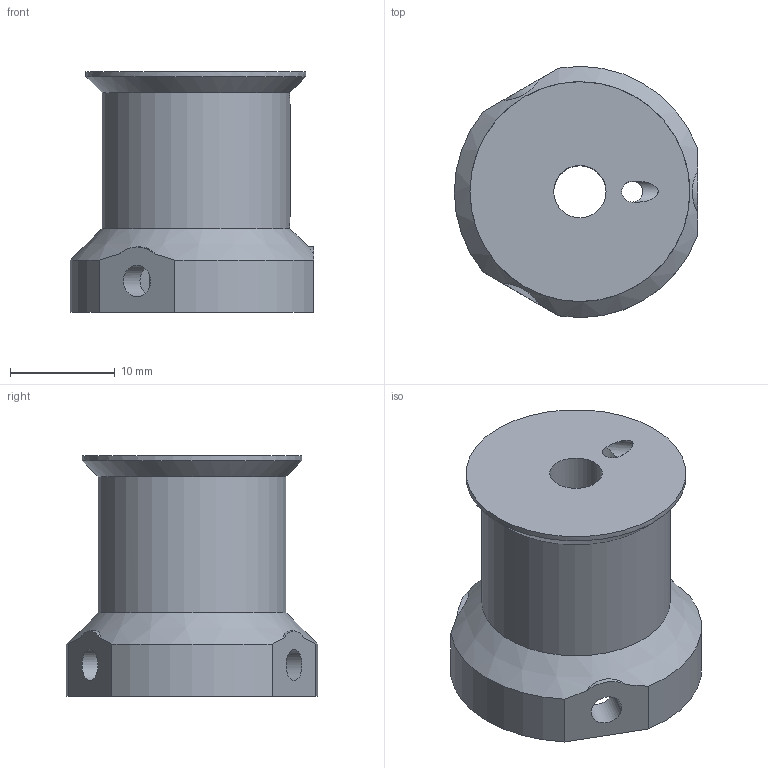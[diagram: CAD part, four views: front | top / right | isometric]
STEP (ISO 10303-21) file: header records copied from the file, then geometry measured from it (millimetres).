
FILE_DESCRIPTION(/* description */ (''),/* implementation_level */ '2;1');
FILE_NAME(/* name */ 'pulley.step',/* time_stamp */ '2017-03-14T15:38:41+01:00',/* author */ (''),/* organization */ (''),/* preprocessor_version */ 'ST-DEVELOPER v16.5',/* originating_system */ 'Autodesk Translation Framework v5.2.0.2920',/* authorisation */ '');
FILE_SCHEMA (('AUTOMOTIVE_DESIGN { 1 0 10303 214 3 1 1 }'));
Length unit declared in the file: millimetre
Products named in the file (1): pulley v6
Bounding box: 23.25 x 24 x 23 mm (x, y, z)
Volume: 6178.4 mm3; surface area: 3139.5 mm2
Topology: 1 solids, 1 shells, 46 faces, 140 edges, 94 vertices
Faces by surface type: plane 26, cylinder 18, cone 2
Full cylindrical faces by diameter (mm): 2 x3, 3 x6, 5 x1, 18 x1, 21 x1
Entity records: 1698 total; most frequent: CARTESIAN_POINT 541, ORIENTED_EDGE 222, DIRECTION 220, EDGE_CURVE 111, AXIS2_PLACEMENT_3D 81, VERTEX_POINT 79, EDGE_LOOP 78, LINE 58
